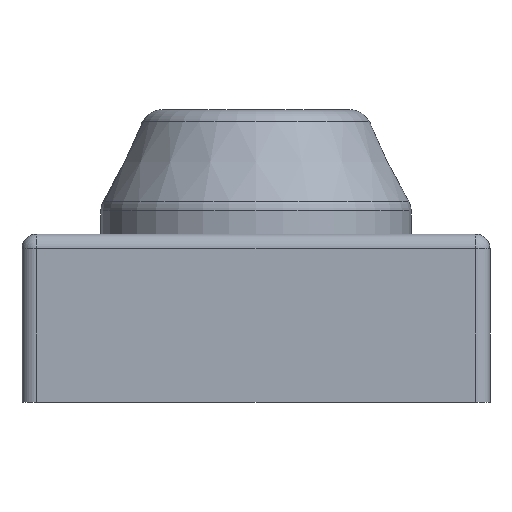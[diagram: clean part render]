
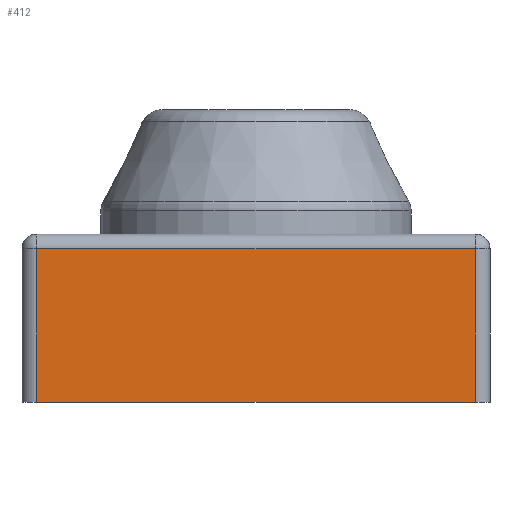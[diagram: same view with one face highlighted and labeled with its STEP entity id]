
A CAD part, front view. The second image highlights one B-rep face of the part: STEP entity #412.
In plain terms, the highlighted planar face has unit normal (0, -1, 0).
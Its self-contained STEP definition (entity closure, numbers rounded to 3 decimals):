
#46=FACE_OUTER_BOUND('',#74,.T.);
#74=EDGE_LOOP('',(#327,#328,#329,#330));
#133=LINE('',#684,#157);
#139=LINE('',#740,#163);
#140=LINE('',#742,#164);
#141=LINE('',#743,#165);
#157=VECTOR('',#528,1000.);
#163=VECTOR('',#596,1000.);
#164=VECTOR('',#597,1000.);
#165=VECTOR('',#598,1000.);
#183=VERTEX_POINT('',#681);
#184=VERTEX_POINT('',#683);
#203=VERTEX_POINT('',#739);
#204=VERTEX_POINT('',#741);
#219=EDGE_CURVE('',#184,#183,#133,.T.);
#247=EDGE_CURVE('',#183,#203,#139,.T.);
#248=EDGE_CURVE('',#203,#204,#140,.T.);
#249=EDGE_CURVE('',#204,#184,#141,.T.);
#327=ORIENTED_EDGE('',*,*,#219,.T.);
#328=ORIENTED_EDGE('',*,*,#247,.T.);
#329=ORIENTED_EDGE('',*,*,#248,.T.);
#330=ORIENTED_EDGE('',*,*,#249,.T.);
#396=PLANE('',#487);
#412=ADVANCED_FACE('',(#46),#396,.T.);
#487=AXIS2_PLACEMENT_3D('',#738,#594,#595);
#528=DIRECTION('',(1.,0.,0.));
#594=DIRECTION('center_axis',(0.,-1.,0.));
#595=DIRECTION('ref_axis',(0.,0.,-1.));
#596=DIRECTION('',(0.,0.,1.));
#597=DIRECTION('',(-1.,0.,0.));
#598=DIRECTION('',(0.,0.,-1.));
#681=CARTESIAN_POINT('',(6.814,2.4,-0.8));
#683=CARTESIAN_POINT('',(0.814,2.4,-0.8));
#684=CARTESIAN_POINT('',(0.614,2.4,-0.8));
#738=CARTESIAN_POINT('Origin',(0.614,2.4,-14.413));
#739=CARTESIAN_POINT('',(6.814,2.4,1.3));
#740=CARTESIAN_POINT('',(6.814,2.4,-14.413));
#741=CARTESIAN_POINT('',(0.814,2.4,1.3));
#742=CARTESIAN_POINT('',(0.614,2.4,1.3));
#743=CARTESIAN_POINT('',(0.814,2.4,-14.413));
